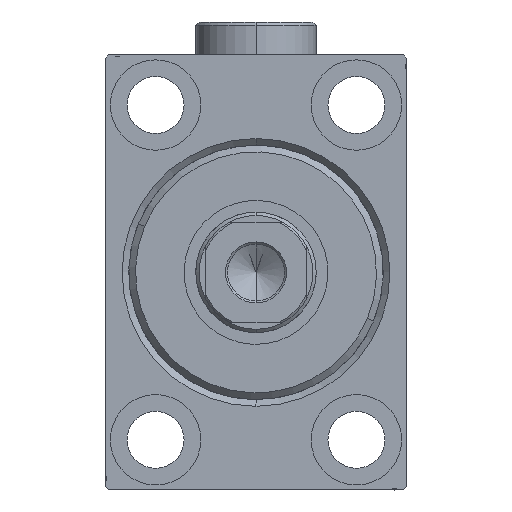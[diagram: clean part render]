
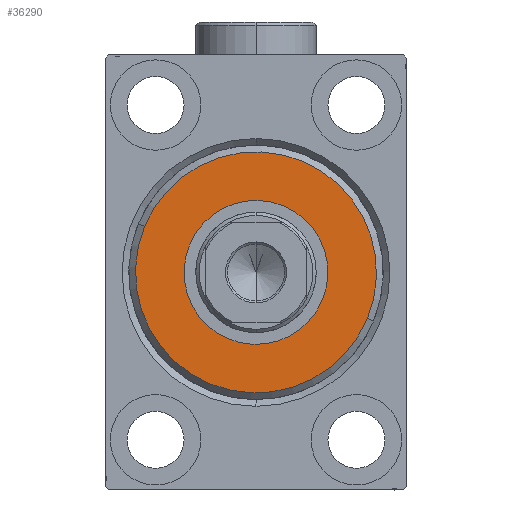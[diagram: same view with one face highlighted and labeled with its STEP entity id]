
A CAD part, left-side view. The second image highlights one B-rep face of the part: STEP entity #36290.
In plain terms, the highlighted face is planar.
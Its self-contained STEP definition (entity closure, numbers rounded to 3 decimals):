
#184 = DIRECTION ( 'NONE',  ( 1., 0., 0. ) ) ;
#482 = ORIENTED_EDGE ( 'NONE', *, *, #26662, .T. ) ;
#1349 = CARTESIAN_POINT ( 'NONE',  ( 3., 0., -10.75 ) ) ;
#2250 = VERTEX_POINT ( 'NONE', #18525 ) ;
#2589 = CIRCLE ( 'NONE', #25941, 18. ) ;
#2720 = CARTESIAN_POINT ( 'NONE',  ( 3., 0., 0. ) ) ;
#4702 = PLANE ( 'NONE',  #22445 ) ;
#6802 = CARTESIAN_POINT ( 'NONE',  ( 3., 0., 0. ) ) ;
#6811 = CARTESIAN_POINT ( 'NONE',  ( 3., 0., 18. ) ) ;
#7889 = FACE_OUTER_BOUND ( 'NONE', #23688, .T. ) ;
#9804 = DIRECTION ( 'NONE',  ( 0., 0., -1. ) ) ;
#9921 = CIRCLE ( 'NONE', #44941, 10.75 ) ;
#10779 = DIRECTION ( 'NONE',  ( 0., 0., -1. ) ) ;
#11549 = CARTESIAN_POINT ( 'NONE',  ( 3., 0., 0. ) ) ;
#12163 = CIRCLE ( 'NONE', #31862, 18. ) ;
#12797 = VERTEX_POINT ( 'NONE', #30271 ) ;
#14023 = CIRCLE ( 'NONE', #44725, 10.75 ) ;
#17100 = DIRECTION ( 'NONE',  ( -1., 0., 0. ) ) ;
#18492 = EDGE_CURVE ( 'NONE', #12797, #27113, #14023, .T. ) ;
#18525 = CARTESIAN_POINT ( 'NONE',  ( 3., 0., -18. ) ) ;
#18568 = VERTEX_POINT ( 'NONE', #6811 ) ;
#18626 = DIRECTION ( 'NONE',  ( 1., 0., 0. ) ) ;
#22445 = AXIS2_PLACEMENT_3D ( 'NONE', #11549, #18626, #32566 ) ;
#22617 = ORIENTED_EDGE ( 'NONE', *, *, #33792, .T. ) ;
#22987 = CARTESIAN_POINT ( 'NONE',  ( 3., 0., 0. ) ) ;
#23688 = EDGE_LOOP ( 'NONE', ( #37079, #22617 ) ) ;
#24140 = ORIENTED_EDGE ( 'NONE', *, *, #18492, .T. ) ;
#25510 = DIRECTION ( 'NONE',  ( 0., 0., -1. ) ) ;
#25774 = EDGE_CURVE ( 'NONE', #18568, #2250, #2589, .T. ) ;
#25941 = AXIS2_PLACEMENT_3D ( 'NONE', #6802, #184, #27602 ) ;
#26662 = EDGE_CURVE ( 'NONE', #27113, #12797, #9921, .T. ) ;
#27113 = VERTEX_POINT ( 'NONE', #1349 ) ;
#27602 = DIRECTION ( 'NONE',  ( 0., 0., -1. ) ) ;
#28230 = EDGE_LOOP ( 'NONE', ( #24140, #482 ) ) ;
#30070 = DIRECTION ( 'NONE',  ( -1., 0., 0. ) ) ;
#30271 = CARTESIAN_POINT ( 'NONE',  ( 3., 0., 10.75 ) ) ;
#31576 = DIRECTION ( 'NONE',  ( 1., 0., 0. ) ) ;
#31862 = AXIS2_PLACEMENT_3D ( 'NONE', #37991, #31576, #10779 ) ;
#32566 = DIRECTION ( 'NONE',  ( 0., 0., -1. ) ) ;
#33792 = EDGE_CURVE ( 'NONE', #2250, #18568, #12163, .T. ) ;
#36290 = ADVANCED_FACE ( 'NONE', ( #7889, #43337 ), #4702, .T. ) ;
#37079 = ORIENTED_EDGE ( 'NONE', *, *, #25774, .T. ) ;
#37991 = CARTESIAN_POINT ( 'NONE',  ( 3., 0., 0. ) ) ;
#43337 = FACE_BOUND ( 'NONE', #28230, .T. ) ;
#44725 = AXIS2_PLACEMENT_3D ( 'NONE', #2720, #17100, #9804 ) ;
#44941 = AXIS2_PLACEMENT_3D ( 'NONE', #22987, #30070, #25510 ) ;
